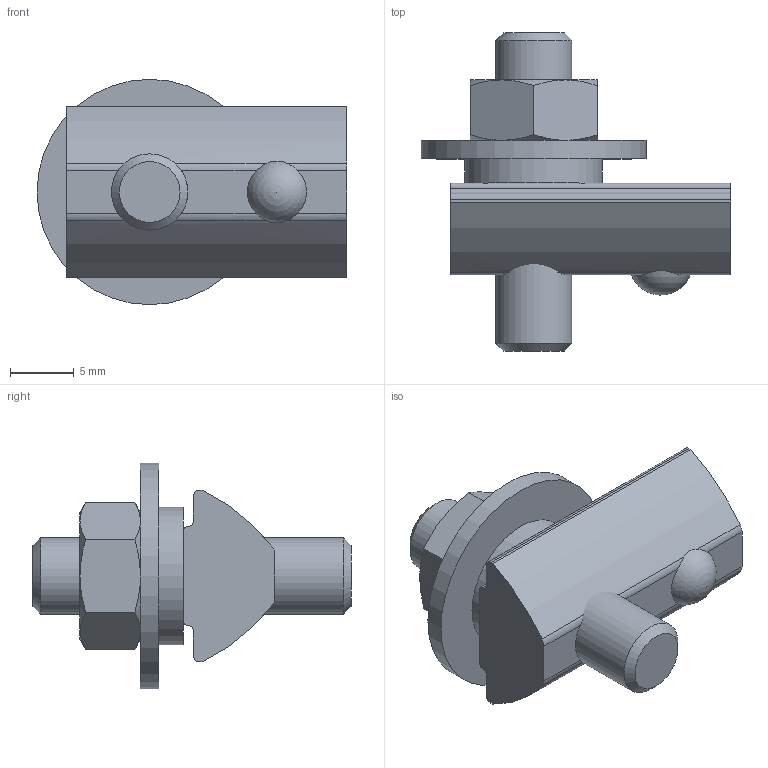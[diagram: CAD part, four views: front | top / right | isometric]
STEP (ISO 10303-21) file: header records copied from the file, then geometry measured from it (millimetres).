
FILE_DESCRIPTION( ( 'STEP AP214' ), '1' );
FILE_NAME( 'K1282.0806.stp', '2020-12-10T11:05:25', ( '' ), ( '' ), ' ', 'PARTsolutions', ' ' );
FILE_SCHEMA( ( 'AUTOMOTIVE_DESIGN { 1 0 10303 214 1 1 1 1 }' ) );
Length unit declared in the file: millimetre
Products named in the file (6): K1282.0806; _K1082_zubehoer1; _K1082_zubehoer5; _K1082_zubehoer4; _K1082_zubehoer2; _K1082_zubehoer3
Assembly tree (5 placements, depth 2):
  K1282.0806
    _K1082_zubehoer1
    _K1082_zubehoer5
    _K1082_zubehoer4
    _K1082_zubehoer2
    _K1082_zubehoer3
Bounding box: 24.35 x 25 x 17.7 mm (x, y, z)
Volume: 2831.4 mm3; surface area: 2625.8 mm2
Topology: 5 solids, 5 shells, 71 faces, 168 edges, 106 vertices
Faces by surface type: plane 31, cylinder 21, cone 18, sphere 1
Full cylindrical faces by diameter (mm): 4.917 x2, 6 x1, 6.3 x1, 6.5 x1, 10.8 x1, 17.7 x1
Entity records: 2750 total; most frequent: CARTESIAN_POINT 528, DIRECTION 324, ORIENTED_EDGE 302, EDGE_CURVE 151, AXIS2_PLACEMENT_3D 132, VERTEX_POINT 104, EDGE_LOOP 92, FACE_OUTER_BOUND 78
